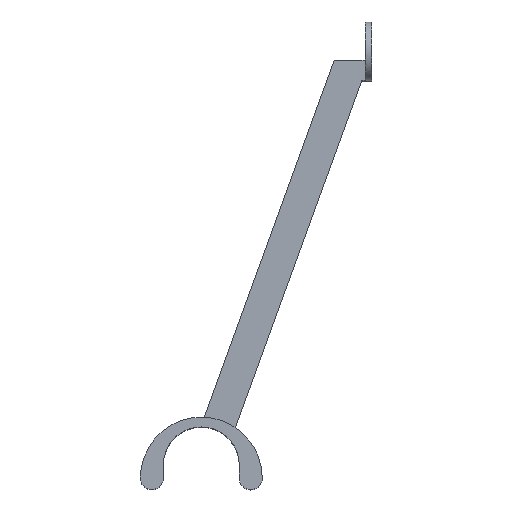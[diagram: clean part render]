
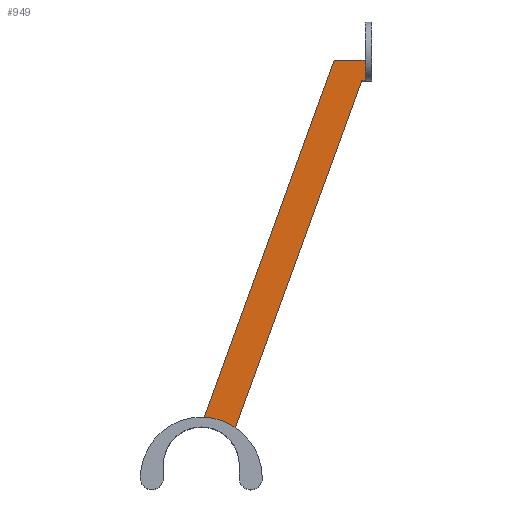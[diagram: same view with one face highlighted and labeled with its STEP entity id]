
A CAD part, top view. The second image highlights one B-rep face of the part: STEP entity #949.
In plain terms, the highlighted planar face has unit normal (0, 0, 1).
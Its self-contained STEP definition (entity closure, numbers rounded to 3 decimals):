
#73=PLANE('',#1078);
#133=FACE_OUTER_BOUND('',#214,.T.);
#214=EDGE_LOOP('',(#855,#856,#857,#858,#859,#860,#861,#862,#863));
#253=LINE('',#1567,#324);
#255=LINE('',#1572,#326);
#276=LINE('',#1622,#347);
#277=LINE('',#1626,#348);
#278=LINE('',#1629,#349);
#280=LINE('',#1633,#351);
#283=LINE('',#1641,#354);
#285=LINE('',#1644,#356);
#324=VECTOR('',#1299,10.);
#326=VECTOR('',#1303,10.);
#347=VECTOR('',#1350,10.);
#348=VECTOR('',#1357,10.);
#349=VECTOR('',#1360,10.);
#351=VECTOR('',#1364,10.);
#354=VECTOR('',#1373,10.);
#356=VECTOR('',#1377,10.);
#408=CIRCLE('',#1075,3.5);
#463=VERTEX_POINT('',#1560);
#466=VERTEX_POINT('',#1565);
#467=VERTEX_POINT('',#1569);
#483=VERTEX_POINT('',#1619);
#484=VERTEX_POINT('',#1621);
#485=VERTEX_POINT('',#1628);
#486=VERTEX_POINT('',#1632);
#487=VERTEX_POINT('',#1636);
#488=VERTEX_POINT('',#1640);
#573=EDGE_CURVE('',#463,#466,#253,.T.);
#575=EDGE_CURVE('',#466,#467,#255,.T.);
#602=EDGE_CURVE('',#483,#484,#276,.T.);
#604=EDGE_CURVE('',#463,#483,#277,.T.);
#605=EDGE_CURVE('',#485,#484,#278,.T.);
#607=EDGE_CURVE('',#486,#485,#280,.T.);
#609=EDGE_CURVE('',#487,#486,#408,.T.);
#611=EDGE_CURVE('',#488,#487,#283,.T.);
#613=EDGE_CURVE('',#467,#488,#285,.T.);
#855=ORIENTED_EDGE('',*,*,#613,.T.);
#856=ORIENTED_EDGE('',*,*,#611,.T.);
#857=ORIENTED_EDGE('',*,*,#609,.T.);
#858=ORIENTED_EDGE('',*,*,#607,.T.);
#859=ORIENTED_EDGE('',*,*,#605,.T.);
#860=ORIENTED_EDGE('',*,*,#602,.F.);
#861=ORIENTED_EDGE('',*,*,#604,.F.);
#862=ORIENTED_EDGE('',*,*,#573,.T.);
#863=ORIENTED_EDGE('',*,*,#575,.T.);
#949=ADVANCED_FACE('',(#133),#73,.T.);
#1075=AXIS2_PLACEMENT_3D('',#1637,#1368,#1369);
#1078=AXIS2_PLACEMENT_3D('',#1645,#1378,#1379);
#1299=DIRECTION('',(0.,1.,0.));
#1303=DIRECTION('',(-1.,0.,0.));
#1350=DIRECTION('',(-1.,0.,0.));
#1357=DIRECTION('',(0.,-1.,0.));
#1360=DIRECTION('',(0.342,0.94,0.));
#1364=DIRECTION('',(0.987,-0.16,0.));
#1368=DIRECTION('center_axis',(0.,0.,1.));
#1369=DIRECTION('ref_axis',(-1.,0.,0.));
#1373=DIRECTION('',(-0.9,-0.436,0.));
#1377=DIRECTION('',(-0.342,-0.94,0.));
#1378=DIRECTION('center_axis',(0.,0.,1.));
#1379=DIRECTION('ref_axis',(1.,0.,0.));
#1560=CARTESIAN_POINT('',(89.5,1187.331,362.5));
#1565=CARTESIAN_POINT('',(89.5,1204.432,362.5));
#1567=CARTESIAN_POINT('',(89.5,1187.331,362.5));
#1569=CARTESIAN_POINT('',(42.516,1204.432,362.5));
#1572=CARTESIAN_POINT('',(89.5,1204.432,362.5));
#1619=CARTESIAN_POINT('',(89.5,1174.102,362.5));
#1621=CARTESIAN_POINT('',(84.685,1174.102,362.5));
#1622=CARTESIAN_POINT('',(89.5,1174.102,362.5));
#1626=CARTESIAN_POINT('',(89.5,1195.716,362.5));
#1628=CARTESIAN_POINT('',(-108.871,642.309,362.5));
#1629=CARTESIAN_POINT('',(39.713,1050.542,362.5));
#1632=CARTESIAN_POINT('',(-159.561,650.545,362.5));
#1633=CARTESIAN_POINT('',(-95.863,640.195,362.5));
#1636=CARTESIAN_POINT('',(-160.525,657.15,362.5));
#1637=CARTESIAN_POINT('Origin',(-159.,654.,362.5));
#1640=CARTESIAN_POINT('',(-155.856,659.41,362.5));
#1641=CARTESIAN_POINT('',(-58.084,706.732,362.5));
#1644=CARTESIAN_POINT('',(-106.457,795.132,362.5));
#1645=CARTESIAN_POINT('Origin',(-36.5,923.37,362.5));
